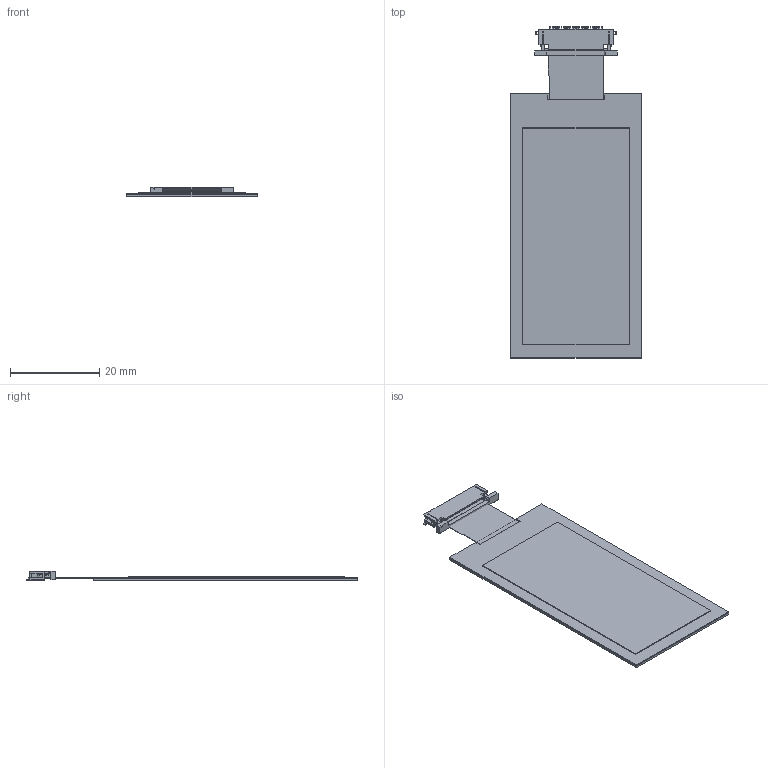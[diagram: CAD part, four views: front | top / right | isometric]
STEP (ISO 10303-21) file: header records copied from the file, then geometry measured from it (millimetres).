
FILE_DESCRIPTION(('FreeCAD Model'),'2;1');
FILE_NAME('FCC_molex_52435-2471_sp_sp.step','2018-08-09T16:02:49',('kicad StepUp'),('ksu MCAD'), 'Open CASCADE STEP processor 7.3','FreeCAD','Unknown');
FILE_SCHEMA(('AUTOMOTIVE_DESIGN { 1 0 10303 214 1 1 1 1 }'));
Length unit declared in the file: millimetre
Products named in the file (1): FCC_molex_52435-2471_sp_sp
Bounding box: 29.2 x 74.42 x 2.05 mm (x, y, z)
Volume: 1706.6 mm3; surface area: 8037.4 mm2
Topology: 5 solids, 5 shells, 889 faces, 2534 edges, 1666 vertices
Faces by surface type: plane 715, extrusion 98, cylinder 76
Entity records: 35223 total; most frequent: CARTESIAN_POINT 6212, ORIENTED_EDGE 5068, DIRECTION 4078, EDGE_CURVE 2534, VECTOR 2282, LINE 2184, VERTEX_POINT 1666, FACE_BOUND 912
